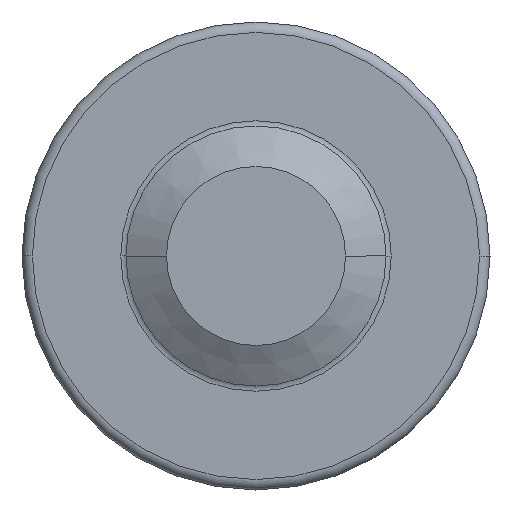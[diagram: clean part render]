
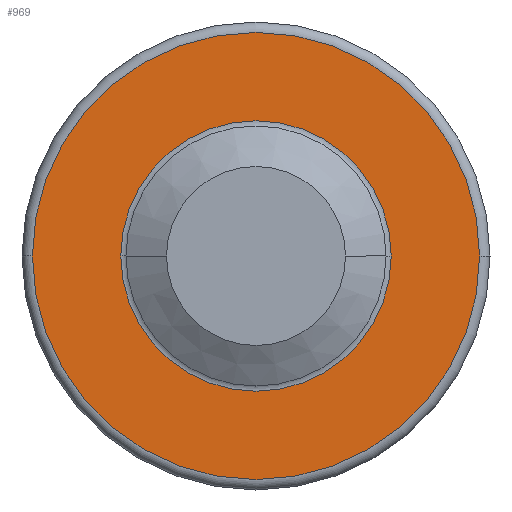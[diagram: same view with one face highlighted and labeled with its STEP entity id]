
A CAD part, front view. The second image highlights one B-rep face of the part: STEP entity #969.
In plain terms, the highlighted planar face has unit normal (0, -1, 0).
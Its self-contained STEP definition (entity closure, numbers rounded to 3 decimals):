
#47 = AXIS2_PLACEMENT_3D ( 'NONE', #991, #1451, #390 ) ;
#65 = VERTEX_POINT ( 'NONE', #402 ) ;
#150 = DIRECTION ( 'NONE',  ( 1., 0., 0. ) ) ;
#172 = CARTESIAN_POINT ( 'NONE',  ( 1.3, 0., 0. ) ) ;
#174 = CARTESIAN_POINT ( 'NONE',  ( 2.15, 0., 0. ) ) ;
#207 = PLANE ( 'NONE',  #773 ) ;
#213 = DIRECTION ( 'NONE',  ( 0., -1., 0. ) ) ;
#258 = DIRECTION ( 'NONE',  ( 0., -1., 0. ) ) ;
#274 = EDGE_CURVE ( 'NONE', #1448, #698, #1405, .T. ) ;
#313 = AXIS2_PLACEMENT_3D ( 'NONE', #1267, #213, #672 ) ;
#327 = VERTEX_POINT ( 'NONE', #172 ) ;
#334 = CARTESIAN_POINT ( 'NONE',  ( -2.15, 0., 0. ) ) ;
#390 = DIRECTION ( 'NONE',  ( 1., 0., 0. ) ) ;
#402 = CARTESIAN_POINT ( 'NONE',  ( -1.3, 0., 0. ) ) ;
#431 = DIRECTION ( 'NONE',  ( 0., -1., 0. ) ) ;
#495 = EDGE_CURVE ( 'NONE', #327, #65, #1281, .T. ) ;
#500 = EDGE_LOOP ( 'NONE', ( #554, #983 ) ) ;
#554 = ORIENTED_EDGE ( 'NONE', *, *, #495, .F. ) ;
#612 = AXIS2_PLACEMENT_3D ( 'NONE', #724, #1202, #150 ) ;
#672 = DIRECTION ( 'NONE',  ( 1., 0., 0. ) ) ;
#684 = CIRCLE ( 'NONE', #47, 1.3 ) ;
#698 = VERTEX_POINT ( 'NONE', #334 ) ;
#724 = CARTESIAN_POINT ( 'NONE',  ( 0., 0., 0. ) ) ;
#730 = DIRECTION ( 'NONE',  ( 1., 0., 0. ) ) ;
#747 = AXIS2_PLACEMENT_3D ( 'NONE', #1314, #258, #730 ) ;
#773 = AXIS2_PLACEMENT_3D ( 'NONE', #1493, #431, #918 ) ;
#779 = FACE_OUTER_BOUND ( 'NONE', #1119, .T. ) ;
#869 = ORIENTED_EDGE ( 'NONE', *, *, #999, .T. ) ;
#918 = DIRECTION ( 'NONE',  ( 1., 0., 0. ) ) ;
#936 = ORIENTED_EDGE ( 'NONE', *, *, #274, .T. ) ;
#969 = ADVANCED_FACE ( 'NONE', ( #779, #1255 ), #207, .T. ) ;
#977 = CIRCLE ( 'NONE', #313, 2.15 ) ;
#983 = ORIENTED_EDGE ( 'NONE', *, *, #1212, .F. ) ;
#991 = CARTESIAN_POINT ( 'NONE',  ( 0., 0., 0. ) ) ;
#999 = EDGE_CURVE ( 'NONE', #698, #1448, #977, .T. ) ;
#1119 = EDGE_LOOP ( 'NONE', ( #936, #869 ) ) ;
#1202 = DIRECTION ( 'NONE',  ( 0., -1., 0. ) ) ;
#1212 = EDGE_CURVE ( 'NONE', #65, #327, #684, .T. ) ;
#1255 = FACE_BOUND ( 'NONE', #500, .T. ) ;
#1267 = CARTESIAN_POINT ( 'NONE',  ( 0., 0., 0. ) ) ;
#1281 = CIRCLE ( 'NONE', #612, 1.3 ) ;
#1314 = CARTESIAN_POINT ( 'NONE',  ( 0., 0., 0. ) ) ;
#1405 = CIRCLE ( 'NONE', #747, 2.15 ) ;
#1448 = VERTEX_POINT ( 'NONE', #174 ) ;
#1451 = DIRECTION ( 'NONE',  ( 0., -1., 0. ) ) ;
#1493 = CARTESIAN_POINT ( 'NONE',  ( 1.3, 0., 0. ) ) ;
